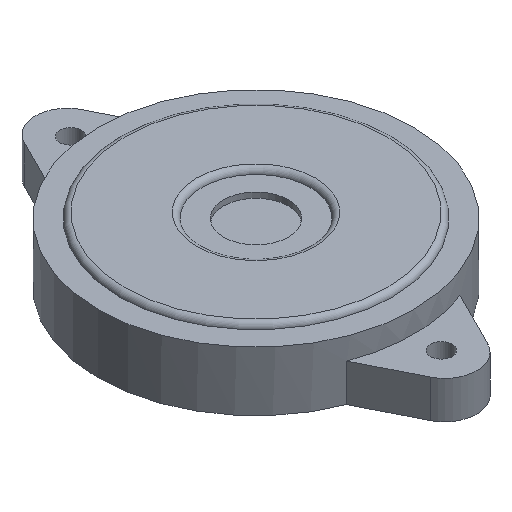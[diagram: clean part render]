
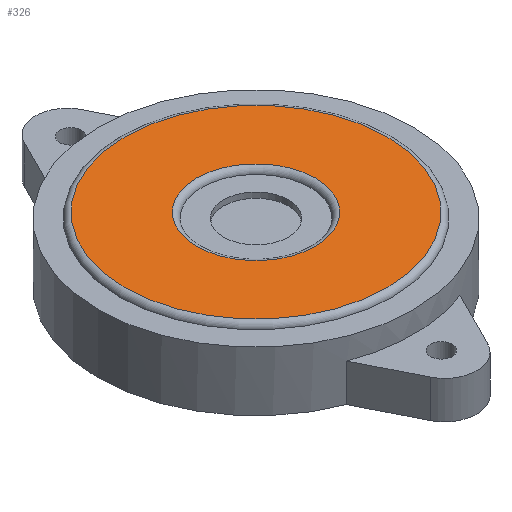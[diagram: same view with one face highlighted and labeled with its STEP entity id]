
A CAD part, isometric view. The second image highlights one B-rep face of the part: STEP entity #326.
In plain terms, the highlighted planar face has unit normal (0, 0, 1).
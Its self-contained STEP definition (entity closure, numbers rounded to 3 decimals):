
#21=FACE_BOUND('',#68,.T.);
#29=PLANE('',#379);
#44=FACE_OUTER_BOUND('',#67,.T.);
#67=EDGE_LOOP('',(#277,#278));
#68=EDGE_LOOP('',(#279));
#135=CIRCLE('',#374,12.15);
#139=CIRCLE('',#378,12.15);
#140=CIRCLE('',#380,5.5);
#168=VERTEX_POINT('',#568);
#169=VERTEX_POINT('',#569);
#172=VERTEX_POINT('',#578);
#207=EDGE_CURVE('',#168,#169,#135,.T.);
#211=EDGE_CURVE('',#169,#168,#139,.T.);
#212=EDGE_CURVE('',#172,#172,#140,.T.);
#277=ORIENTED_EDGE('',*,*,#207,.F.);
#278=ORIENTED_EDGE('',*,*,#211,.F.);
#279=ORIENTED_EDGE('',*,*,#212,.F.);
#326=ADVANCED_FACE('',(#44,#21),#29,.T.);
#374=AXIS2_PLACEMENT_3D('',#570,#460,#461);
#378=AXIS2_PLACEMENT_3D('',#576,#468,#469);
#379=AXIS2_PLACEMENT_3D('',#577,#470,#471);
#380=AXIS2_PLACEMENT_3D('',#579,#472,#473);
#460=DIRECTION('center_axis',(0.,0.,-1.));
#461=DIRECTION('ref_axis',(-1.,0.,0.));
#468=DIRECTION('center_axis',(0.,0.,-1.));
#469=DIRECTION('ref_axis',(-1.,0.,0.));
#470=DIRECTION('center_axis',(0.,0.,1.));
#471=DIRECTION('ref_axis',(1.,0.,0.));
#472=DIRECTION('center_axis',(0.,0.,1.));
#473=DIRECTION('ref_axis',(-1.,0.,0.));
#568=CARTESIAN_POINT('',(12.15,0.,6.));
#569=CARTESIAN_POINT('',(-12.15,0.,6.));
#570=CARTESIAN_POINT('Origin',(0.,0.,6.));
#576=CARTESIAN_POINT('Origin',(0.,0.,6.));
#577=CARTESIAN_POINT('Origin',(0.,0.,6.));
#578=CARTESIAN_POINT('',(5.5,0.,6.));
#579=CARTESIAN_POINT('Origin',(0.,0.,6.));
